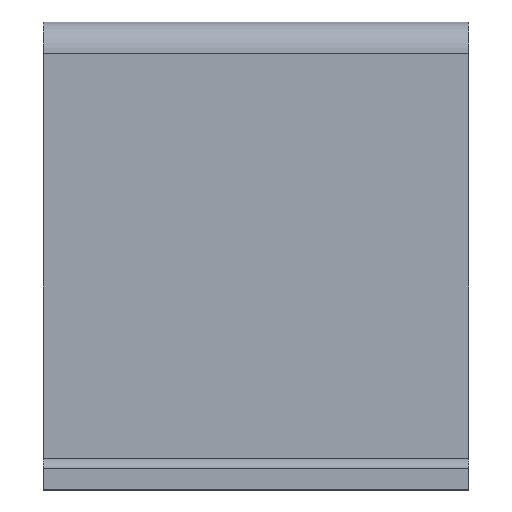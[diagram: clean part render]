
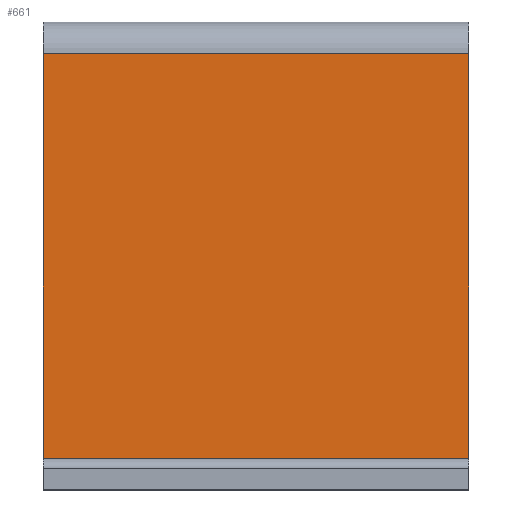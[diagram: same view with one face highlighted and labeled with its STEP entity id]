
A CAD part, top view. The second image highlights one B-rep face of the part: STEP entity #661.
In plain terms, the highlighted planar face has unit normal (0, 0, 1).
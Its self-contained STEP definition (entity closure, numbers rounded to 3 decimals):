
#1 = FACE_OUTER_BOUND ( 'NONE', #461, .T. ) ;
#11 = DIRECTION ( 'NONE',  ( 1., 0., 0. ) ) ;
#14 = DIRECTION ( 'NONE',  ( 0., 0., 1. ) ) ;
#58 = EDGE_CURVE ( 'NONE', #658, #164, #374, .T. ) ;
#62 = CARTESIAN_POINT ( 'NONE',  ( 20., 41., -5. ) ) ;
#101 = ORIENTED_EDGE ( 'NONE', *, *, #58, .T. ) ;
#121 = EDGE_CURVE ( 'NONE', #658, #489, #719, .T. ) ;
#144 = ORIENTED_EDGE ( 'NONE', *, *, #359, .F. ) ;
#164 = VERTEX_POINT ( 'NONE', #167 ) ;
#167 = CARTESIAN_POINT ( 'NONE',  ( 20., 3., -5. ) ) ;
#171 = CARTESIAN_POINT ( 'NONE',  ( -20., 0., -5. ) ) ;
#202 = EDGE_CURVE ( 'NONE', #418, #489, #662, .T. ) ;
#251 = CARTESIAN_POINT ( 'NONE',  ( 20., 0., -5. ) ) ;
#275 = CARTESIAN_POINT ( 'NONE',  ( -20., 41., -5. ) ) ;
#293 = DIRECTION ( 'NONE',  ( 1., 0., 0. ) ) ;
#313 = VECTOR ( 'NONE', #11, 1000. ) ;
#338 = VECTOR ( 'NONE', #790, 1000. ) ;
#359 = EDGE_CURVE ( 'NONE', #418, #164, #596, .T. ) ;
#374 = LINE ( 'NONE', #444, #313 ) ;
#397 = VECTOR ( 'NONE', #524, 1000. ) ;
#414 = ORIENTED_EDGE ( 'NONE', *, *, #121, .F. ) ;
#418 = VERTEX_POINT ( 'NONE', #62 ) ;
#441 = VECTOR ( 'NONE', #812, 1000. ) ;
#444 = CARTESIAN_POINT ( 'NONE',  ( 20., 3., -5. ) ) ;
#457 = AXIS2_PLACEMENT_3D ( 'NONE', #642, #14, #293 ) ;
#461 = EDGE_LOOP ( 'NONE', ( #144, #619, #414, #101 ) ) ;
#489 = VERTEX_POINT ( 'NONE', #275 ) ;
#524 = DIRECTION ( 'NONE',  ( 0., -1., 0. ) ) ;
#596 = LINE ( 'NONE', #251, #397 ) ;
#605 = CARTESIAN_POINT ( 'NONE',  ( -20., 41., -5. ) ) ;
#619 = ORIENTED_EDGE ( 'NONE', *, *, #202, .T. ) ;
#630 = CARTESIAN_POINT ( 'NONE',  ( -20., 3., -5. ) ) ;
#642 = CARTESIAN_POINT ( 'NONE',  ( 0., 0., -5. ) ) ;
#658 = VERTEX_POINT ( 'NONE', #630 ) ;
#661 = ADVANCED_FACE ( 'NONE', ( #1 ), #847, .T. ) ;
#662 = LINE ( 'NONE', #605, #441 ) ;
#719 = LINE ( 'NONE', #171, #338 ) ;
#790 = DIRECTION ( 'NONE',  ( 0., 1., 0. ) ) ;
#812 = DIRECTION ( 'NONE',  ( -1., 0., 0. ) ) ;
#847 = PLANE ( 'NONE',  #457 ) ;
